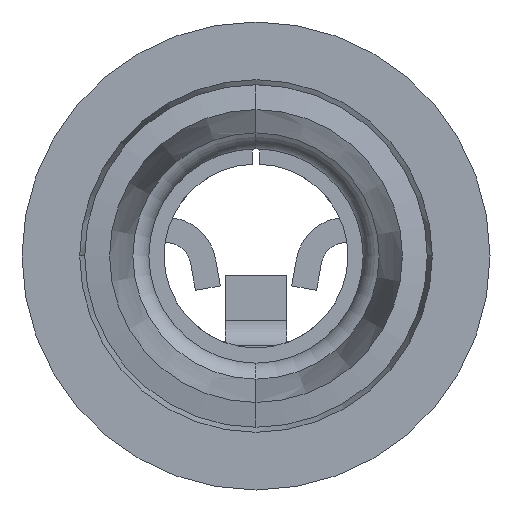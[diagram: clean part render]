
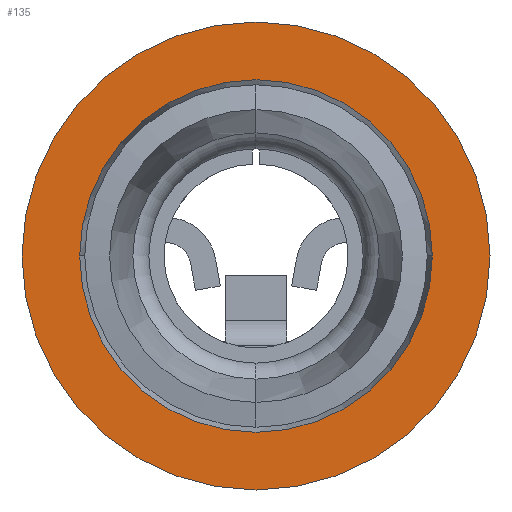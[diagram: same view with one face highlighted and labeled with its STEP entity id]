
A CAD part, front view. The second image highlights one B-rep face of the part: STEP entity #135.
In plain terms, the highlighted planar face has unit normal (0, -1, 0).
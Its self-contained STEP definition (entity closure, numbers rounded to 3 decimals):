
#18 = CARTESIAN_POINT ( 'NONE',  ( 3.245, -12.56, 1.625 ) ) ;
#37 = VERTEX_POINT ( 'NONE', #18 ) ;
#120 = CIRCLE ( 'NONE', #3162, 2.445 ) ;
#135 = ADVANCED_FACE ( 'NONE', ( #2252, #920 ), #1924, .T. ) ;
#141 = DIRECTION ( 'NONE',  ( 0., 1., 0. ) ) ;
#179 = CARTESIAN_POINT ( 'NONE',  ( 0., -12.56, 1.625 ) ) ;
#250 = DIRECTION ( 'NONE',  ( 1., 0., 0. ) ) ;
#793 = CIRCLE ( 'NONE', #4403, 2.445 ) ;
#798 = CARTESIAN_POINT ( 'NONE',  ( 0., -12.56, 1.625 ) ) ;
#920 = FACE_OUTER_BOUND ( 'NONE', #2572, .T. ) ;
#1259 = EDGE_CURVE ( 'NONE', #37, #4474, #2581, .T. ) ;
#1492 = DIRECTION ( 'NONE',  ( -1., 0., 0. ) ) ;
#1595 = EDGE_CURVE ( 'NONE', #3963, #3718, #793, .T. ) ;
#1597 = ORIENTED_EDGE ( 'NONE', *, *, #3057, .T. ) ;
#1698 = EDGE_LOOP ( 'NONE', ( #3705, #1597 ) ) ;
#1898 = DIRECTION ( 'NONE',  ( 0., 1., 0. ) ) ;
#1924 = PLANE ( 'NONE',  #2349 ) ;
#1949 = CARTESIAN_POINT ( 'NONE',  ( -3.245, -12.56, 1.625 ) ) ;
#2087 = AXIS2_PLACEMENT_3D ( 'NONE', #179, #1898, #2913 ) ;
#2252 = FACE_BOUND ( 'NONE', #1698, .T. ) ;
#2349 = AXIS2_PLACEMENT_3D ( 'NONE', #1949, #2967, #2611 ) ;
#2387 = ORIENTED_EDGE ( 'NONE', *, *, #1259, .F. ) ;
#2572 = EDGE_LOOP ( 'NONE', ( #3486, #2387 ) ) ;
#2581 = CIRCLE ( 'NONE', #2087, 3.245 ) ;
#2611 = DIRECTION ( 'NONE',  ( 1., 0., 0. ) ) ;
#2704 = DIRECTION ( 'NONE',  ( 1., 0., 0. ) ) ;
#2913 = DIRECTION ( 'NONE',  ( -1., 0., 0. ) ) ;
#2967 = DIRECTION ( 'NONE',  ( 0., -1., 0. ) ) ;
#3057 = EDGE_CURVE ( 'NONE', #3718, #3963, #120, .T. ) ;
#3162 = AXIS2_PLACEMENT_3D ( 'NONE', #4331, #3280, #250 ) ;
#3280 = DIRECTION ( 'NONE',  ( 0., 1., 0. ) ) ;
#3471 = CARTESIAN_POINT ( 'NONE',  ( 2.445, -12.56, 1.625 ) ) ;
#3486 = ORIENTED_EDGE ( 'NONE', *, *, #4208, .F. ) ;
#3576 = CIRCLE ( 'NONE', #3832, 3.245 ) ;
#3670 = CARTESIAN_POINT ( 'NONE',  ( -3.245, -12.56, 1.625 ) ) ;
#3705 = ORIENTED_EDGE ( 'NONE', *, *, #1595, .T. ) ;
#3718 = VERTEX_POINT ( 'NONE', #3471 ) ;
#3748 = DIRECTION ( 'NONE',  ( 0., 1., 0. ) ) ;
#3832 = AXIS2_PLACEMENT_3D ( 'NONE', #798, #141, #1492 ) ;
#3934 = CARTESIAN_POINT ( 'NONE',  ( -2.445, -12.56, 1.625 ) ) ;
#3963 = VERTEX_POINT ( 'NONE', #3934 ) ;
#4208 = EDGE_CURVE ( 'NONE', #4474, #37, #3576, .T. ) ;
#4331 = CARTESIAN_POINT ( 'NONE',  ( 0., -12.56, 1.625 ) ) ;
#4403 = AXIS2_PLACEMENT_3D ( 'NONE', #4436, #3748, #2704 ) ;
#4436 = CARTESIAN_POINT ( 'NONE',  ( 0., -12.56, 1.625 ) ) ;
#4474 = VERTEX_POINT ( 'NONE', #3670 ) ;
